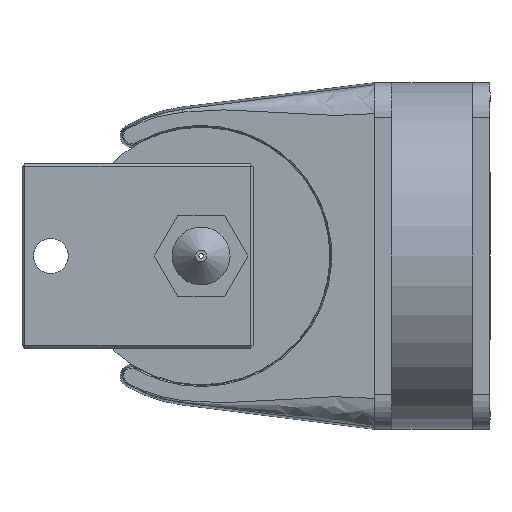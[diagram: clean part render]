
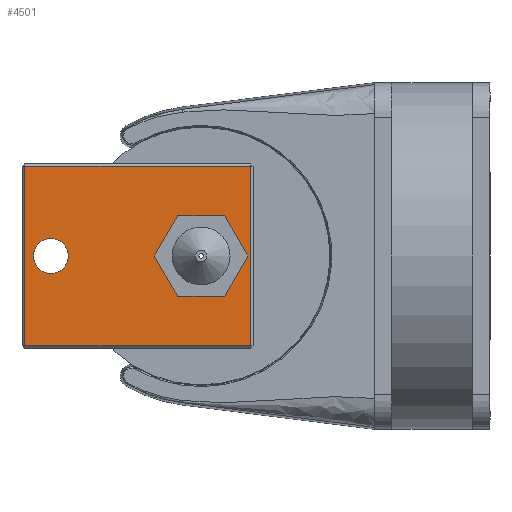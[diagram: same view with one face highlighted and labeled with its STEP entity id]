
A CAD part, front view. The second image highlights one B-rep face of the part: STEP entity #4501.
In plain terms, the highlighted planar face has unit normal (0, -1, 0).
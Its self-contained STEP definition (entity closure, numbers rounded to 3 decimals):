
#251=FACE_BOUND('',#889,.T.);
#252=FACE_BOUND('',#890,.T.);
#334=PLANE('',#4915);
#580=FACE_OUTER_BOUND('',#888,.T.);
#888=EDGE_LOOP('',(#3274,#3275,#3276,#3277));
#889=EDGE_LOOP('',(#3278));
#890=EDGE_LOOP('',(#3279));
#1285=LINE('',#6960,#1591);
#1286=LINE('',#6962,#1592);
#1287=LINE('',#6964,#1593);
#1288=LINE('',#6965,#1594);
#1591=VECTOR('',#5579,1000.);
#1592=VECTOR('',#5580,1000.);
#1593=VECTOR('',#5581,1000.);
#1594=VECTOR('',#5582,1000.);
#1851=CIRCLE('',#4898,1.5);
#1854=CIRCLE('',#4902,3.);
#2093=VERTEX_POINT('',#6867);
#2096=VERTEX_POINT('',#6875);
#2131=VERTEX_POINT('',#6958);
#2132=VERTEX_POINT('',#6959);
#2133=VERTEX_POINT('',#6961);
#2134=VERTEX_POINT('',#6963);
#2519=EDGE_CURVE('',#2093,#2093,#1851,.T.);
#2524=EDGE_CURVE('',#2096,#2096,#1854,.T.);
#2562=EDGE_CURVE('',#2131,#2132,#1285,.T.);
#2563=EDGE_CURVE('',#2132,#2133,#1286,.T.);
#2564=EDGE_CURVE('',#2133,#2134,#1287,.T.);
#2565=EDGE_CURVE('',#2134,#2131,#1288,.T.);
#3274=ORIENTED_EDGE('',*,*,#2562,.T.);
#3275=ORIENTED_EDGE('',*,*,#2563,.T.);
#3276=ORIENTED_EDGE('',*,*,#2564,.T.);
#3277=ORIENTED_EDGE('',*,*,#2565,.T.);
#3278=ORIENTED_EDGE('',*,*,#2519,.T.);
#3279=ORIENTED_EDGE('',*,*,#2524,.F.);
#4501=ADVANCED_FACE('',(#580,#251,#252),#334,.T.);
#4898=AXIS2_PLACEMENT_3D('',#6868,#5508,#5509);
#4902=AXIS2_PLACEMENT_3D('',#6877,#5518,#5519);
#4915=AXIS2_PLACEMENT_3D('',#6957,#5577,#5578);
#5508=DIRECTION('center_axis',(0.,1.,0.));
#5509=DIRECTION('ref_axis',(0.,0.,1.));
#5518=DIRECTION('center_axis',(0.,-1.,0.));
#5519=DIRECTION('ref_axis',(0.,0.,-1.));
#5577=DIRECTION('center_axis',(0.,-1.,0.));
#5578=DIRECTION('ref_axis',(0.,0.,-1.));
#5579=DIRECTION('',(-1.,0.,0.));
#5580=DIRECTION('',(0.,0.,-1.));
#5581=DIRECTION('',(1.,0.,0.));
#5582=DIRECTION('',(0.,0.,1.));
#6867=CARTESIAN_POINT('',(-7.5,0.,-1.5));
#6868=CARTESIAN_POINT('Origin',(-7.5,0.,0.));
#6875=CARTESIAN_POINT('',(5.5,0.,3.));
#6877=CARTESIAN_POINT('Origin',(5.5,0.,
0.));
#6957=CARTESIAN_POINT('Origin',(0.,0.,0.));
#6958=CARTESIAN_POINT('',(9.75,0.,7.75));
#6959=CARTESIAN_POINT('',(-9.75,0.,7.75));
#6960=CARTESIAN_POINT('',(0.,0.,7.75));
#6961=CARTESIAN_POINT('',(-9.75,0.,-7.75));
#6962=CARTESIAN_POINT('',(-9.75,0.,0.));
#6963=CARTESIAN_POINT('',(9.75,0.,-7.75));
#6964=CARTESIAN_POINT('',(0.,0.,-7.75));
#6965=CARTESIAN_POINT('',(9.75,0.,0.));
